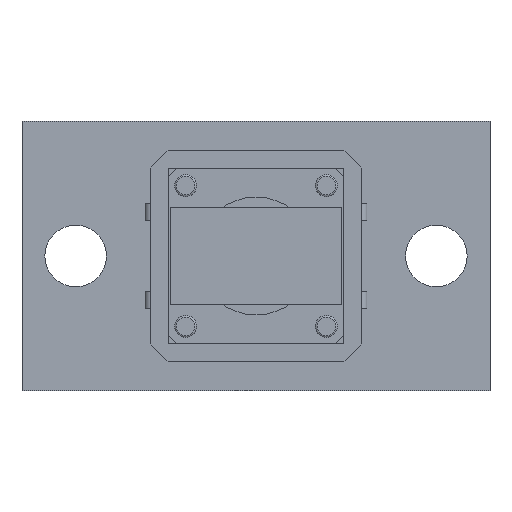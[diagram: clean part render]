
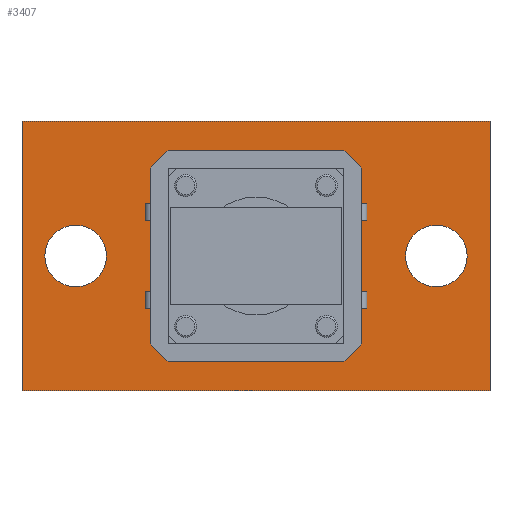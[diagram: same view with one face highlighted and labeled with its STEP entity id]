
A CAD part, front view. The second image highlights one B-rep face of the part: STEP entity #3407.
In plain terms, the highlighted planar face has unit normal (0, -1, 0).
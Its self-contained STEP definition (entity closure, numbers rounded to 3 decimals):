
#144=FACE_BOUND('',#532,.T.);
#145=FACE_BOUND('',#533,.T.);
#185=CIRCLE('',#3690,1.75);
#187=CIRCLE('',#3693,1.75);
#320=FACE_OUTER_BOUND('',#531,.T.);
#531=EDGE_LOOP('',(#2811,#2812,#2813,#2814));
#532=EDGE_LOOP('',(#2815));
#533=EDGE_LOOP('',(#2816));
#865=LINE('',#5307,#1282);
#869=LINE('',#5315,#1286);
#872=LINE('',#5321,#1289);
#875=LINE('',#5326,#1292);
#1282=VECTOR('',#4371,10.);
#1286=VECTOR('',#4377,10.);
#1289=VECTOR('',#4382,10.);
#1292=VECTOR('',#4387,10.);
#1633=VERTEX_POINT('',#5295);
#1635=VERTEX_POINT('',#5301);
#1636=VERTEX_POINT('',#5305);
#1637=VERTEX_POINT('',#5306);
#1640=VERTEX_POINT('',#5314);
#1642=VERTEX_POINT('',#5320);
#2031=EDGE_CURVE('',#1633,#1633,#185,.T.);
#2034=EDGE_CURVE('',#1635,#1635,#187,.T.);
#2035=EDGE_CURVE('',#1636,#1637,#865,.T.);
#2039=EDGE_CURVE('',#1637,#1640,#869,.T.);
#2042=EDGE_CURVE('',#1640,#1642,#872,.T.);
#2045=EDGE_CURVE('',#1642,#1636,#875,.T.);
#2811=ORIENTED_EDGE('',*,*,#2045,.T.);
#2812=ORIENTED_EDGE('',*,*,#2035,.T.);
#2813=ORIENTED_EDGE('',*,*,#2039,.T.);
#2814=ORIENTED_EDGE('',*,*,#2042,.T.);
#2815=ORIENTED_EDGE('',*,*,#2034,.F.);
#2816=ORIENTED_EDGE('',*,*,#2031,.F.);
#3212=PLANE('',#3699);
#3407=ADVANCED_FACE('',(#320,#144,#145),#3212,.F.);
#3690=AXIS2_PLACEMENT_3D('',#5297,#4360,#4361);
#3693=AXIS2_PLACEMENT_3D('',#5303,#4367,#4368);
#3699=AXIS2_PLACEMENT_3D('',#5329,#4391,#4392);
#4360=DIRECTION('center_axis',(0.,-1.,0.));
#4361=DIRECTION('ref_axis',(1.,0.,0.));
#4367=DIRECTION('center_axis',(0.,-1.,0.));
#4368=DIRECTION('ref_axis',(1.,0.,0.));
#4371=DIRECTION('',(0.,0.,-1.));
#4377=DIRECTION('',(1.,0.,0.));
#4382=DIRECTION('',(0.,0.,1.));
#4387=DIRECTION('',(-1.,0.,0.));
#4391=DIRECTION('center_axis',(0.,1.,0.));
#4392=DIRECTION('ref_axis',(1.,0.,0.));
#5295=CARTESIAN_POINT('',(-12.,0.,0.));
#5297=CARTESIAN_POINT('Origin',(-10.25,0.,0.));
#5301=CARTESIAN_POINT('',(8.5,0.,0.));
#5303=CARTESIAN_POINT('Origin',(10.25,0.,0.));
#5305=CARTESIAN_POINT('',(-13.3,0.,7.65));
#5306=CARTESIAN_POINT('',(-13.3,0.,-7.65));
#5307=CARTESIAN_POINT('',(-13.3,0.,7.65));
#5314=CARTESIAN_POINT('',(13.3,0.,-7.65));
#5315=CARTESIAN_POINT('',(-13.3,0.,-7.65));
#5320=CARTESIAN_POINT('',(13.3,0.,7.65));
#5321=CARTESIAN_POINT('',(13.3,0.,-7.65));
#5326=CARTESIAN_POINT('',(13.3,0.,7.65));
#5329=CARTESIAN_POINT('Origin',(0.,0.,0.));
